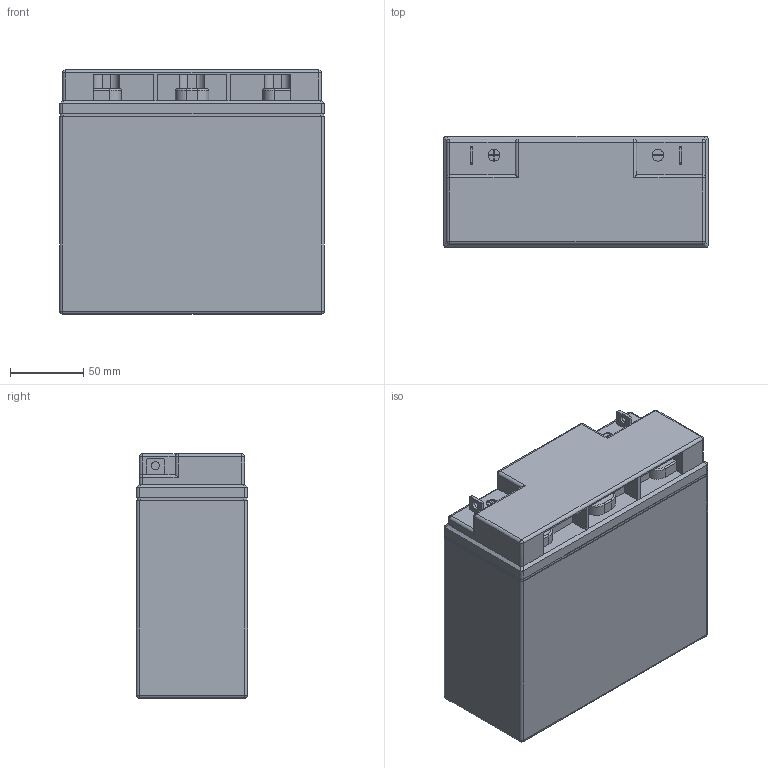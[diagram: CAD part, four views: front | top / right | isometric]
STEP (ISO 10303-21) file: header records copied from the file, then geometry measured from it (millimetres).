
FILE_DESCRIPTION(/* description */ (''),/* implementation_level */ '2;1');
FILE_NAME(/* name */ 'ES17-12 v13.step',/* time_stamp */ '2023-12-11T20:21:36-06:00',/* author */ (''),/* organization */ (''),/* preprocessor_version */ 'ST-DEVELOPER v20',/* originating_system */ 'Autodesk Translation Framework v12.14.0.127',/* authorisation */ '');
FILE_SCHEMA (('AUTOMOTIVE_DESIGN { 1 0 10303 214 3 1 1 }'));
Length unit declared in the file: millimetre
Products named in the file (1): ES17-12
Bounding box: 181 x 76 x 167 mm (x, y, z)
Volume: 2195202.8 mm3; surface area: 120530.6 mm2
Topology: 1 solids, 1 shells, 188 faces, 470 edges, 294 vertices
Faces by surface type: plane 97, cylinder 73, sphere 12, torus 6
Full cylindrical faces by diameter (mm): 5.5 x2
Entity records: 5635 total; most frequent: DIRECTION 1000, CARTESIAN_POINT 989, ORIENTED_EDGE 940, EDGE_CURVE 470, AXIS2_PLACEMENT_3D 345, LINE 310, VECTOR 310, VERTEX_POINT 294
